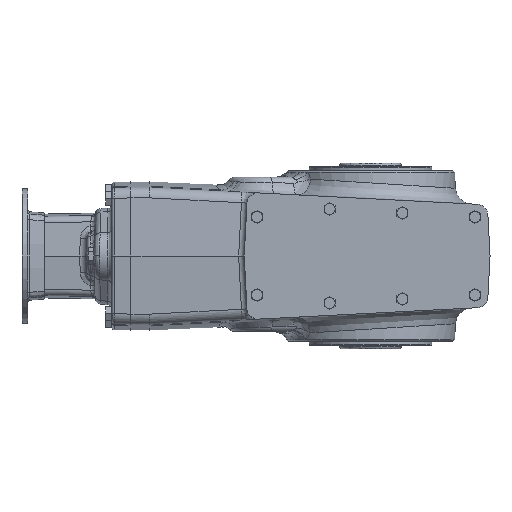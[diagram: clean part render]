
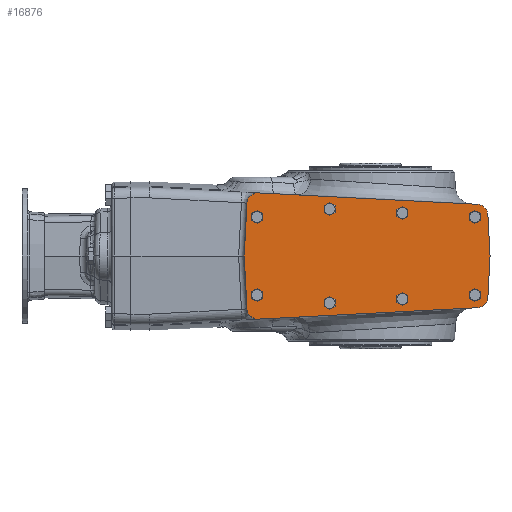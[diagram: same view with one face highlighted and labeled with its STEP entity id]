
A CAD part, front view. The second image highlights one B-rep face of the part: STEP entity #16876.
In plain terms, the highlighted planar face has unit normal (0, -1, 0).
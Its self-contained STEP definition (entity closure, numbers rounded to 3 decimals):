
#1234=LINE('',#25345,#1739);
#1264=LINE('',#25445,#1769);
#1277=LINE('',#27550,#1782);
#1280=LINE('',#27556,#1785);
#1283=LINE('',#27562,#1788);
#1287=LINE('',#27570,#1792);
#1739=VECTOR('',#20102,1000.);
#1769=VECTOR('',#20154,1000.);
#1782=VECTOR('',#20527,1000.);
#1785=VECTOR('',#20532,1000.);
#1788=VECTOR('',#20537,1000.);
#1792=VECTOR('',#20543,1000.);
#2099=PLANE('',#18021);
#4306=ORIENTED_EDGE('',*,*,#6572,.T.);
#4307=ORIENTED_EDGE('',*,*,#6573,.T.);
#4308=ORIENTED_EDGE('',*,*,#6574,.T.);
#4309=ORIENTED_EDGE('',*,*,#6575,.T.);
#4310=ORIENTED_EDGE('',*,*,#6576,.T.);
#4311=ORIENTED_EDGE('',*,*,#6577,.T.);
#4312=ORIENTED_EDGE('',*,*,#6578,.T.);
#4313=ORIENTED_EDGE('',*,*,#6579,.T.);
#4314=ORIENTED_EDGE('',*,*,#6346,.F.);
#4315=ORIENTED_EDGE('',*,*,#6580,.T.);
#4316=ORIENTED_EDGE('',*,*,#6564,.F.);
#4317=ORIENTED_EDGE('',*,*,#6581,.T.);
#4318=ORIENTED_EDGE('',*,*,#6561,.F.);
#4319=ORIENTED_EDGE('',*,*,#6571,.F.);
#4320=ORIENTED_EDGE('',*,*,#6582,.T.);
#4321=ORIENTED_EDGE('',*,*,#6567,.F.);
#4322=ORIENTED_EDGE('',*,*,#6583,.T.);
#4323=ORIENTED_EDGE('',*,*,#6310,.F.);
#6310=EDGE_CURVE('',#7713,#7714,#1234,.T.);
#6346=EDGE_CURVE('',#7743,#7713,#1264,.T.);
#6561=EDGE_CURVE('',#7853,#7854,#1277,.T.);
#6564=EDGE_CURVE('',#7855,#7856,#1280,.T.);
#6567=EDGE_CURVE('',#7857,#7858,#1283,.T.);
#6571=EDGE_CURVE('',#7859,#7853,#1287,.T.);
#6572=EDGE_CURVE('',#7860,#7860,#8605,.T.);
#6573=EDGE_CURVE('',#7861,#7861,#8606,.T.);
#6574=EDGE_CURVE('',#7862,#7862,#8607,.T.);
#6575=EDGE_CURVE('',#7863,#7863,#8608,.T.);
#6576=EDGE_CURVE('',#7864,#7864,#8609,.T.);
#6577=EDGE_CURVE('',#7865,#7865,#8610,.T.);
#6578=EDGE_CURVE('',#7866,#7866,#8611,.T.);
#6579=EDGE_CURVE('',#7867,#7867,#8612,.T.);
#6580=EDGE_CURVE('',#7743,#7856,#8613,.T.);
#6581=EDGE_CURVE('',#7855,#7854,#8614,.T.);
#6582=EDGE_CURVE('',#7859,#7858,#8615,.T.);
#6583=EDGE_CURVE('',#7857,#7714,#8616,.T.);
#7713=VERTEX_POINT('',#25344);
#7714=VERTEX_POINT('',#25346);
#7743=VERTEX_POINT('',#25444);
#7853=VERTEX_POINT('',#27551);
#7854=VERTEX_POINT('',#27552);
#7855=VERTEX_POINT('',#27557);
#7856=VERTEX_POINT('',#27558);
#7857=VERTEX_POINT('',#27563);
#7858=VERTEX_POINT('',#27564);
#7859=VERTEX_POINT('',#27569);
#7860=VERTEX_POINT('',#27573);
#7861=VERTEX_POINT('',#27575);
#7862=VERTEX_POINT('',#27577);
#7863=VERTEX_POINT('',#27579);
#7864=VERTEX_POINT('',#27581);
#7865=VERTEX_POINT('',#27583);
#7866=VERTEX_POINT('',#27585);
#7867=VERTEX_POINT('',#27587);
#8605=CIRCLE('',#18022,4.35);
#8606=CIRCLE('',#18023,4.35);
#8607=CIRCLE('',#18024,4.35);
#8608=CIRCLE('',#18025,4.35);
#8609=CIRCLE('',#18026,4.35);
#8610=CIRCLE('',#18027,4.35);
#8611=CIRCLE('',#18028,4.35);
#8612=CIRCLE('',#18029,4.35);
#8613=CIRCLE('',#18030,10.);
#8614=CIRCLE('',#18031,10.);
#8615=CIRCLE('',#18032,10.);
#8616=CIRCLE('',#18033,10.);
#9486=EDGE_LOOP('',(#4306));
#9487=EDGE_LOOP('',(#4307));
#9488=EDGE_LOOP('',(#4308));
#9489=EDGE_LOOP('',(#4309));
#9490=EDGE_LOOP('',(#4310));
#9491=EDGE_LOOP('',(#4311));
#9492=EDGE_LOOP('',(#4312));
#9493=EDGE_LOOP('',(#4313));
#9494=EDGE_LOOP('',(#4314,#4315,#4316,#4317,#4318,#4319,#4320,#4321,#4322,
#4323));
#10596=FACE_BOUND('',#9486,.T.);
#10597=FACE_BOUND('',#9487,.T.);
#10598=FACE_BOUND('',#9488,.T.);
#10599=FACE_BOUND('',#9489,.T.);
#10600=FACE_BOUND('',#9490,.T.);
#10601=FACE_BOUND('',#9491,.T.);
#10602=FACE_BOUND('',#9492,.T.);
#10603=FACE_BOUND('',#9493,.T.);
#10604=FACE_BOUND('',#9494,.T.);
#16876=ADVANCED_FACE('',(#10596,#10597,#10598,#10599,#10600,#10601,#10602,
#10603,#10604),#2099,.T.);
#18021=AXIS2_PLACEMENT_3D('',#27571,#20544,#20545);
#18022=AXIS2_PLACEMENT_3D('',#27572,#20546,#20547);
#18023=AXIS2_PLACEMENT_3D('',#27574,#20548,#20549);
#18024=AXIS2_PLACEMENT_3D('',#27576,#20550,#20551);
#18025=AXIS2_PLACEMENT_3D('',#27578,#20552,#20553);
#18026=AXIS2_PLACEMENT_3D('',#27580,#20554,#20555);
#18027=AXIS2_PLACEMENT_3D('',#27582,#20556,#20557);
#18028=AXIS2_PLACEMENT_3D('',#27584,#20558,#20559);
#18029=AXIS2_PLACEMENT_3D('',#27586,#20560,#20561);
#18030=AXIS2_PLACEMENT_3D('',#27588,#20562,#20563);
#18031=AXIS2_PLACEMENT_3D('',#27589,#20564,#20565);
#18032=AXIS2_PLACEMENT_3D('',#27590,#20566,#20567);
#18033=AXIS2_PLACEMENT_3D('',#27591,#20568,#20569);
#20102=DIRECTION('',(0.052,0.,0.999));
#20154=DIRECTION('',(-0.052,0.,0.999));
#20527=DIRECTION('',(-0.052,0.,-0.999));
#20532=DIRECTION('',(-0.999,0.,-0.052));
#20537=DIRECTION('',(0.999,0.,-0.052));
#20543=DIRECTION('',(0.052,0.,-0.999));
#20544=DIRECTION('',(0.,-1.,0.));
#20545=DIRECTION('',(-1.,0.,0.));
#20546=DIRECTION('',(0.,1.,0.));
#20547=DIRECTION('',(1.,0.,0.));
#20548=DIRECTION('',(0.,1.,0.));
#20549=DIRECTION('',(1.,0.,0.));
#20550=DIRECTION('',(0.,1.,0.));
#20551=DIRECTION('',(1.,0.,0.));
#20552=DIRECTION('',(0.,1.,0.));
#20553=DIRECTION('',(1.,0.,0.));
#20554=DIRECTION('',(0.,1.,0.));
#20555=DIRECTION('',(1.,0.,0.));
#20556=DIRECTION('',(0.,1.,0.));
#20557=DIRECTION('',(1.,0.,0.));
#20558=DIRECTION('',(0.,1.,0.));
#20559=DIRECTION('',(1.,0.,0.));
#20560=DIRECTION('',(0.,1.,0.));
#20561=DIRECTION('',(1.,0.,0.));
#20562=DIRECTION('',(0.,-1.,0.));
#20563=DIRECTION('',(-1.,0.,0.));
#20564=DIRECTION('',(0.,-1.,0.));
#20565=DIRECTION('',(-1.,0.,0.));
#20566=DIRECTION('',(0.,-1.,0.));
#20567=DIRECTION('',(-1.,0.,0.));
#20568=DIRECTION('',(0.,-1.,0.));
#20569=DIRECTION('',(-1.,0.,0.));
#25344=CARTESIAN_POINT('',(-113.,-106.,0.));
#25345=CARTESIAN_POINT('',(-113.,-106.,0.));
#25346=CARTESIAN_POINT('',(-110.536,-106.,47.016));
#25444=CARTESIAN_POINT('',(-110.536,-106.,-47.016));
#25445=CARTESIAN_POINT('',(-110.013,-106.,-57.));
#27550=CARTESIAN_POINT('',(107.,-106.,0.));
#27551=CARTESIAN_POINT('',(107.,-106.,0.));
#27552=CARTESIAN_POINT('',(105.071,-106.,-36.806));
#27556=CARTESIAN_POINT('',(104.6,-106.,-45.8));
#27557=CARTESIAN_POINT('',(95.606,-106.,-46.269));
#27558=CARTESIAN_POINT('',(-100.029,-106.,-56.479));
#27562=CARTESIAN_POINT('',(-110.013,-106.,57.));
#27563=CARTESIAN_POINT('',(-100.029,-106.,56.479));
#27564=CARTESIAN_POINT('',(95.606,-106.,46.269));
#27569=CARTESIAN_POINT('',(105.071,-106.,36.806));
#27570=CARTESIAN_POINT('',(104.6,-106.,45.8));
#27571=CARTESIAN_POINT('',(0.,-106.,0.));
#27572=CARTESIAN_POINT('',(-36.5,-106.,42.));
#27573=CARTESIAN_POINT('',(-32.15,-106.,42.));
#27574=CARTESIAN_POINT('',(93.5,-106.,-35.));
#27575=CARTESIAN_POINT('',(97.85,-106.,-35.));
#27576=CARTESIAN_POINT('',(28.5,-106.,-38.5));
#27577=CARTESIAN_POINT('',(32.85,-106.,-38.5));
#27578=CARTESIAN_POINT('',(-36.5,-106.,-42.));
#27579=CARTESIAN_POINT('',(-32.15,-106.,-42.));
#27580=CARTESIAN_POINT('',(28.5,-106.,38.5));
#27581=CARTESIAN_POINT('',(32.85,-106.,38.5));
#27582=CARTESIAN_POINT('',(93.5,-106.,35.));
#27583=CARTESIAN_POINT('',(97.85,-106.,35.));
#27584=CARTESIAN_POINT('',(-101.5,-106.,35.));
#27585=CARTESIAN_POINT('',(-97.15,-106.,35.));
#27586=CARTESIAN_POINT('',(-101.5,-106.,-35.));
#27587=CARTESIAN_POINT('',(-97.15,-106.,-35.));
#27588=CARTESIAN_POINT('',(-100.55,-106.,-46.493));
#27589=CARTESIAN_POINT('',(95.085,-106.,-36.283));
#27590=CARTESIAN_POINT('',(95.085,-106.,36.283));
#27591=CARTESIAN_POINT('',(-100.55,-106.,46.493));
